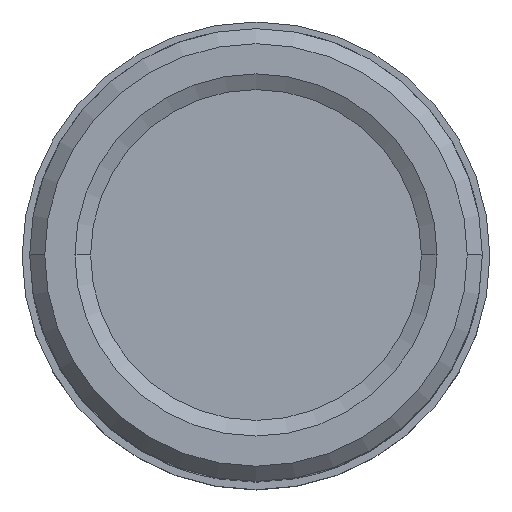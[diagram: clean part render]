
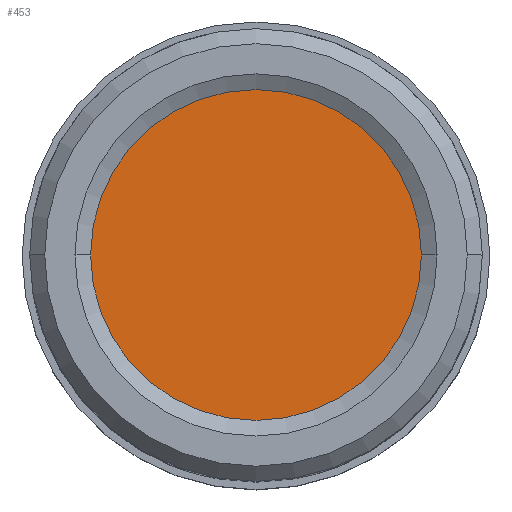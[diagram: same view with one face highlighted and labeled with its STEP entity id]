
A CAD part, top view. The second image highlights one B-rep face of the part: STEP entity #453.
In plain terms, the highlighted planar face has unit normal (0, 0, 1).
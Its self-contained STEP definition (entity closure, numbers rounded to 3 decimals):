
#453=ADVANCED_FACE('79',(#602),#510,.T.);
#510=PLANE('',#2994);
#602=FACE_OUTER_BOUND('',#1644,.T.);
#963=ORIENTED_EDGE('',*,*,#1315,.T.);
#964=ORIENTED_EDGE('',*,*,#1316,.T.);
#1315=EDGE_CURVE('223',#1553,#1554,#1395,.T.);
#1316=EDGE_CURVE('224',#1554,#1553,#1396,.T.);
#1395=CIRCLE('',#2992,5.48);
#1396=CIRCLE('',#2993,5.48);
#1553=VERTEX_POINT('143',#2372);
#1554=VERTEX_POINT('155',#2373);
#1644=EDGE_LOOP('',(#963,#964));
#2372=CARTESIAN_POINT('',(-5.48,0.,27.9));
#2373=CARTESIAN_POINT('',(5.48,0.,27.9));
#2374=CARTESIAN_POINT('',(0.,0.,27.9));
#2375=CARTESIAN_POINT('',(0.,0.,27.9));
#2376=CARTESIAN_POINT('',(5.98,-5.98,27.9));
#2787=DIRECTION('',(-1.,0.,0.));
#2788=DIRECTION('',(0.,0.,1.));
#2789=DIRECTION('',(1.,0.,0.));
#2790=DIRECTION('',(0.,0.,1.));
#2791=DIRECTION('',(0.,1.,0.));
#2792=DIRECTION('',(0.,0.,1.));
#2992=AXIS2_PLACEMENT_3D('',#2374,#2788,#2787);
#2993=AXIS2_PLACEMENT_3D('',#2375,#2790,#2789);
#2994=AXIS2_PLACEMENT_3D('',#2376,#2792,#2791);
